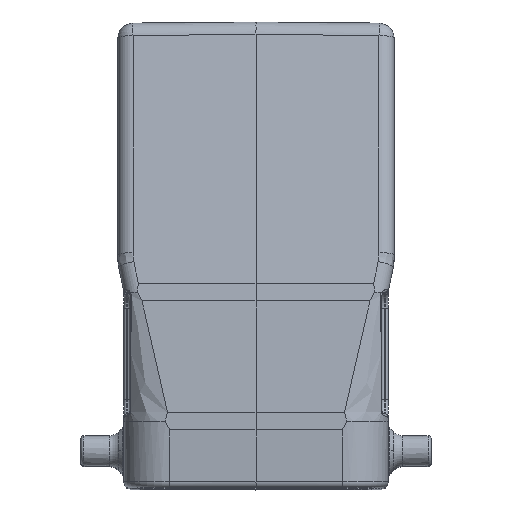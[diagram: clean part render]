
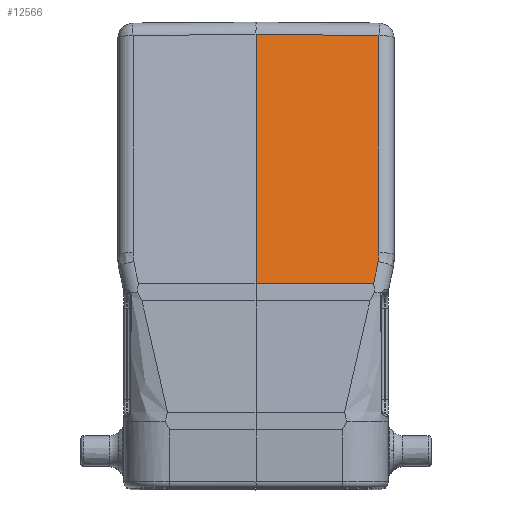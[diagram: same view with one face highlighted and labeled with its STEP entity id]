
A CAD part, top view. The second image highlights one B-rep face of the part: STEP entity #12566.
In plain terms, the highlighted planar face has unit normal (0.009, 0.19, 0.982).
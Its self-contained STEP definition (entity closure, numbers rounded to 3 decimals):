
#657=DIRECTION('',(0.,-0.982,0.19));
#658=VECTOR('',#657,35.988);
#659=CARTESIAN_POINT('',(20.022,19.215,49.747));
#660=LINE('',#659,#658);
#695=DIRECTION('',(0.,-0.982,0.19));
#696=VECTOR('',#695,41.311);
#697=CARTESIAN_POINT('',(0.,19.39,49.891));
#698=LINE('',#697,#696);
#699=DIRECTION('',(-1.,0.009,0.007));
#700=VECTOR('',#699,20.023);
#701=CARTESIAN_POINT('',(20.022,19.215,49.747));
#702=LINE('',#701,#700);
#703=CARTESIAN_POINT('',(19.876,-17.591,56.859));
#704=CARTESIAN_POINT('',(19.973,-17.107,56.764));
#705=CARTESIAN_POINT('',(20.022,-16.614,56.669));
#706=CARTESIAN_POINT('',(20.022,-16.12,56.573));
#708=DIRECTION('',(0.193,0.963,-0.188));
#709=VECTOR('',#708,3.717);
#710=CARTESIAN_POINT('',(19.16,-21.172,57.557));
#711=LINE('',#710,#709);
#712=DIRECTION('',(1.,0.,-0.009));
#713=VECTOR('',#712,19.161);
#714=CARTESIAN_POINT('',(0.,-21.172,57.727));
#715=LINE('',#714,#713);
#10766=CARTESIAN_POINT('',(0.,-21.172,57.727));
#10768=VERTEX_POINT('',#10766);
#10772=CARTESIAN_POINT('',(19.16,-21.172,57.557));
#10773=VERTEX_POINT('',#10772);
#11175=CARTESIAN_POINT('',(0.,19.39,49.891));
#11176=VERTEX_POINT('',#11175);
#11177=CARTESIAN_POINT('',(19.876,-17.591,
56.859));
#11178=VERTEX_POINT('',#11177);
#11179=VERTEX_POINT('',#706);
#11180=CARTESIAN_POINT('',(20.022,19.215,49.747));
#11181=VERTEX_POINT('',#11180);
#12550=CARTESIAN_POINT('',(0.,-22.585,58.));
#12551=DIRECTION('',(0.009,0.19,0.982));
#12552=DIRECTION('',(0.,-0.982,0.19));
#12553=AXIS2_PLACEMENT_3D('',#12550,#12551,#12552);
#12554=PLANE('',#12553);
#12556=ORIENTED_EDGE('',*,*,#12555,.F.);
#12558=ORIENTED_EDGE('',*,*,#12557,.F.);
#12559=ORIENTED_EDGE('',*,*,#12497,.T.);
#12560=ORIENTED_EDGE('',*,*,#12524,.F.);
#12561=ORIENTED_EDGE('',*,*,#12534,.F.);
#12563=ORIENTED_EDGE('',*,*,#12562,.F.);
#12564=EDGE_LOOP('',(#12556,#12558,#12559,#12560,#12561,#12563));
#12565=FACE_OUTER_BOUND('',#12564,.F.);
#707=B_SPLINE_CURVE_WITH_KNOTS('',3,(#703,#704,#705,#706),.UNSPECIFIED.,.F.,.F.,
(4,4),(0.,1.),.UNSPECIFIED.);
#12497=EDGE_CURVE('',#11181,#11179,#660,.T.);
#12524=EDGE_CURVE('',#11178,#11179,#707,.T.);
#12534=EDGE_CURVE('',#10773,#11178,#711,.T.);
#12555=EDGE_CURVE('',#11176,#10768,#698,.T.);
#12557=EDGE_CURVE('',#11181,#11176,#702,.T.);
#12562=EDGE_CURVE('',#10768,#10773,#715,.T.);
#12566=ADVANCED_FACE('',(#12565),#12554,.T.);
